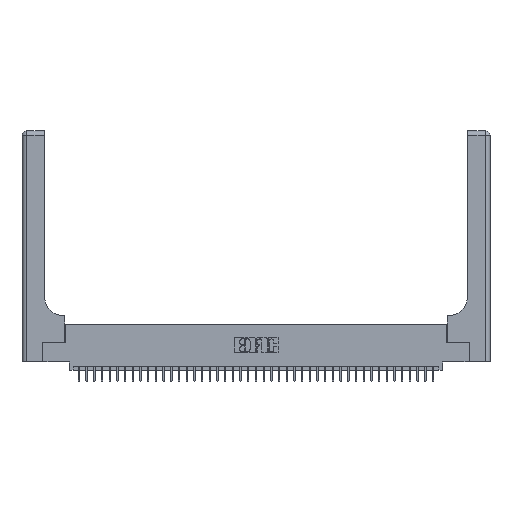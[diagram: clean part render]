
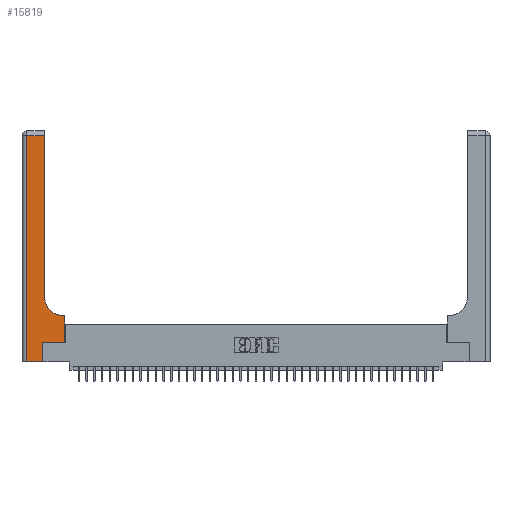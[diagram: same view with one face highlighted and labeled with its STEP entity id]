
A CAD part, top view. The second image highlights one B-rep face of the part: STEP entity #15819.
In plain terms, the highlighted planar face has unit normal (0, 0, 1).
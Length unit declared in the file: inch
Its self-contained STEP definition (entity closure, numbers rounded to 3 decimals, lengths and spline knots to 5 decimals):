
#732 = CARTESIAN_POINT ( 'NONE',  ( 0.06, 2.94, 0.37 ) ) ;
#1309 = EDGE_CURVE ( 'NONE', #11766, #16917, #4759, .T. ) ;
#1337 = DIRECTION ( 'NONE',  ( 0., 0., -1. ) ) ;
#3723 = CARTESIAN_POINT ( 'NONE',  ( 0.5585, 0.6, 0.37 ) ) ;
#3814 = VERTEX_POINT ( 'NONE', #30295 ) ;
#4393 = CARTESIAN_POINT ( 'NONE',  ( 0.2915, 0.85, 0.37 ) ) ;
#4673 = ORIENTED_EDGE ( 'NONE', *, *, #1309, .T. ) ;
#4759 = LINE ( 'NONE', #30413, #20922 ) ;
#5045 = VECTOR ( 'NONE', #19395, 39.37008 ) ;
#5156 = CARTESIAN_POINT ( 'NONE',  ( 0., 0., 0.37 ) ) ;
#5561 = DIRECTION ( 'NONE',  ( 1., 0., 0. ) ) ;
#5795 = VERTEX_POINT ( 'NONE', #24701 ) ;
#6532 = CARTESIAN_POINT ( 'NONE',  ( 0.269, 0.25, 0.37 ) ) ;
#8052 = EDGE_CURVE ( 'NONE', #8253, #3814, #18499, .T. ) ;
#8202 = CARTESIAN_POINT ( 'NONE',  ( 0.2915, 0.6, 0.37 ) ) ;
#8253 = VERTEX_POINT ( 'NONE', #3723 ) ;
#9161 = CARTESIAN_POINT ( 'NONE',  ( 0.2915, 2.94, 0.37 ) ) ;
#9702 = DIRECTION ( 'NONE',  ( 0., -1., 0. ) ) ;
#10007 = VECTOR ( 'NONE', #9702, 39.37008 ) ;
#11010 = CARTESIAN_POINT ( 'NONE',  ( 0.5415, 0.85, 0.37 ) ) ;
#11316 = VECTOR ( 'NONE', #33861, 39.37008 ) ;
#11696 = LINE ( 'NONE', #5156, #15371 ) ;
#11766 = VERTEX_POINT ( 'NONE', #9161 ) ;
#11814 = ORIENTED_EDGE ( 'NONE', *, *, #22518, .T. ) ;
#12448 = CARTESIAN_POINT ( 'NONE',  ( 0.269, 0.25, 0.37 ) ) ;
#13821 = ORIENTED_EDGE ( 'NONE', *, *, #40357, .T. ) ;
#14357 = DIRECTION ( 'NONE',  ( 0., 0., -1. ) ) ;
#14397 = DIRECTION ( 'NONE',  ( -1., 0., 0. ) ) ;
#14701 = VERTEX_POINT ( 'NONE', #12448 ) ;
#15371 = VECTOR ( 'NONE', #5561, 39.37008 ) ;
#15479 = ORIENTED_EDGE ( 'NONE', *, *, #8052, .T. ) ;
#15819 = ADVANCED_FACE ( 'NONE', ( #32292 ), #29139, .F. ) ;
#16237 = LINE ( 'NONE', #6532, #5045 ) ;
#16441 = CARTESIAN_POINT ( 'NONE',  ( 0.269, 0., 0.37 ) ) ;
#16917 = VERTEX_POINT ( 'NONE', #732 ) ;
#17036 = LINE ( 'NONE', #26307, #10007 ) ;
#17822 = VECTOR ( 'NONE', #36778, 39.37008 ) ;
#18283 = VERTEX_POINT ( 'NONE', #4393 ) ;
#18499 = LINE ( 'NONE', #8202, #17822 ) ;
#18691 = EDGE_LOOP ( 'NONE', ( #39821, #4673, #22741, #11814, #25719, #13821, #22115, #15479, #31243 ) ) ;
#18774 = VECTOR ( 'NONE', #34815, 39.37008 ) ;
#18865 = AXIS2_PLACEMENT_3D ( 'NONE', #11010, #14357, #20919 ) ;
#19395 = DIRECTION ( 'NONE',  ( 1., 0., 0. ) ) ;
#19824 = LINE ( 'NONE', #16441, #39912 ) ;
#20200 = CIRCLE ( 'NONE', #18865, 0.25 ) ;
#20576 = CARTESIAN_POINT ( 'NONE',  ( 0.5585, 0.25, 0.37 ) ) ;
#20919 = DIRECTION ( 'NONE',  ( 1., 0., 0. ) ) ;
#20922 = VECTOR ( 'NONE', #37140, 39.37008 ) ;
#22115 = ORIENTED_EDGE ( 'NONE', *, *, #29962, .T. ) ;
#22518 = EDGE_CURVE ( 'NONE', #5795, #26382, #11696, .T. ) ;
#22741 = ORIENTED_EDGE ( 'NONE', *, *, #30206, .T. ) ;
#23231 = CARTESIAN_POINT ( 'NONE',  ( 0.2915, 3., 0.37 ) ) ;
#24701 = CARTESIAN_POINT ( 'NONE',  ( 0.06, 0., 0.37 ) ) ;
#25719 = ORIENTED_EDGE ( 'NONE', *, *, #40473, .T. ) ;
#26307 = CARTESIAN_POINT ( 'NONE',  ( 0.06, 3., 0.37 ) ) ;
#26382 = VERTEX_POINT ( 'NONE', #27872 ) ;
#27872 = CARTESIAN_POINT ( 'NONE',  ( 0.269, 0., 0.37 ) ) ;
#27876 = AXIS2_PLACEMENT_3D ( 'NONE', #39030, #1337, #14397 ) ;
#29139 = PLANE ( 'NONE',  #27876 ) ;
#29962 = EDGE_CURVE ( 'NONE', #33768, #8253, #33264, .T. ) ;
#30206 = EDGE_CURVE ( 'NONE', #16917, #5795, #17036, .T. ) ;
#30295 = CARTESIAN_POINT ( 'NONE',  ( 0.5415, 0.6, 0.37 ) ) ;
#30413 = CARTESIAN_POINT ( 'NONE',  ( 0., 2.94, 0.37 ) ) ;
#31173 = EDGE_CURVE ( 'NONE', #18283, #11766, #39211, .T. ) ;
#31243 = ORIENTED_EDGE ( 'NONE', *, *, #32877, .T. ) ;
#32292 = FACE_OUTER_BOUND ( 'NONE', #18691, .T. ) ;
#32877 = EDGE_CURVE ( 'NONE', #3814, #18283, #20200, .T. ) ;
#33264 = LINE ( 'NONE', #40417, #11316 ) ;
#33768 = VERTEX_POINT ( 'NONE', #20576 ) ;
#33861 = DIRECTION ( 'NONE',  ( 0., 1., 0. ) ) ;
#34815 = DIRECTION ( 'NONE',  ( 0., 1., 0. ) ) ;
#35961 = DIRECTION ( 'NONE',  ( 0., 1., 0. ) ) ;
#36778 = DIRECTION ( 'NONE',  ( -1., 0., 0. ) ) ;
#37140 = DIRECTION ( 'NONE',  ( -1., 0., 0. ) ) ;
#39030 = CARTESIAN_POINT ( 'NONE',  ( 0., 3., 0.37 ) ) ;
#39211 = LINE ( 'NONE', #23231, #18774 ) ;
#39821 = ORIENTED_EDGE ( 'NONE', *, *, #31173, .T. ) ;
#39912 = VECTOR ( 'NONE', #35961, 39.37008 ) ;
#40357 = EDGE_CURVE ( 'NONE', #14701, #33768, #16237, .T. ) ;
#40417 = CARTESIAN_POINT ( 'NONE',  ( 0.5585, 0.25, 0.37 ) ) ;
#40473 = EDGE_CURVE ( 'NONE', #26382, #14701, #19824, .T. ) ;
